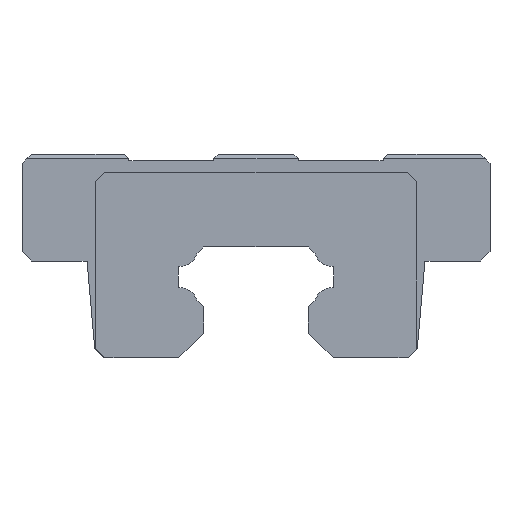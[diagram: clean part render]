
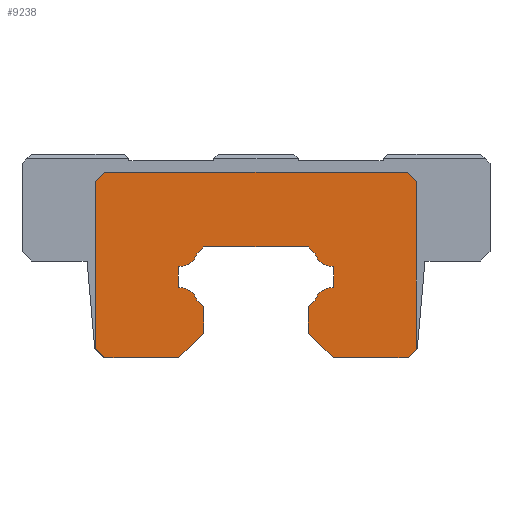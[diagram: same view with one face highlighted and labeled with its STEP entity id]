
A CAD part, front view. The second image highlights one B-rep face of the part: STEP entity #9238.
In plain terms, the highlighted planar face has unit normal (0, -1, 0).
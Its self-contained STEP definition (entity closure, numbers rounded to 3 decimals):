
#35=CIRCLE('',#9554,2.833);
#36=CIRCLE('',#9555,2.833);
#37=CIRCLE('',#9556,2.833);
#38=CIRCLE('',#9557,2.833);
#1115=FACE_OUTER_BOUND('',#1650,.T.);
#1650=EDGE_LOOP('',(#8218,#8219,#8220,#8221,#8222,#8223,#8224,#8225,#8226,
#8227,#8228,#8229,#8230,#8231,#8232,#8233,#8234,#8235,#8236,#8237,#8238,
#8239,#8240,#8241));
#2502=LINE('',#16111,#3435);
#2510=LINE('',#16134,#3443);
#2558=LINE('',#16236,#3491);
#2560=LINE('',#16240,#3493);
#2563=LINE('',#16246,#3496);
#2564=LINE('',#16248,#3497);
#2565=LINE('',#16250,#3498);
#2566=LINE('',#16254,#3499);
#2567=LINE('',#16258,#3500);
#2568=LINE('',#16260,#3501);
#2569=LINE('',#16262,#3502);
#2570=LINE('',#16266,#3503);
#2571=LINE('',#16270,#3504);
#2572=LINE('',#16272,#3505);
#2573=LINE('',#16274,#3506);
#2574=LINE('',#16276,#3507);
#2575=LINE('',#16278,#3508);
#2576=LINE('',#16280,#3509);
#2577=LINE('',#16281,#3510);
#2578=LINE('',#16282,#3511);
#3435=VECTOR('',#10855,10.);
#3443=VECTOR('',#10877,10.);
#3491=VECTOR('',#10943,10.);
#3493=VECTOR('',#10947,10.);
#3496=VECTOR('',#10952,10.);
#3497=VECTOR('',#10953,10.);
#3498=VECTOR('',#10954,10.);
#3499=VECTOR('',#10957,10.);
#3500=VECTOR('',#10960,10.);
#3501=VECTOR('',#10961,10.);
#3502=VECTOR('',#10962,10.);
#3503=VECTOR('',#10965,10.);
#3504=VECTOR('',#10968,10.);
#3505=VECTOR('',#10969,10.);
#3506=VECTOR('',#10970,10.);
#3507=VECTOR('',#10971,10.);
#3508=VECTOR('',#10972,10.);
#3509=VECTOR('',#10973,10.);
#3510=VECTOR('',#10974,10.);
#3511=VECTOR('',#10975,10.);
#4371=VERTEX_POINT('',#16105);
#4373=VERTEX_POINT('',#16109);
#4380=VERTEX_POINT('',#16131);
#4381=VERTEX_POINT('',#16133);
#4426=VERTEX_POINT('',#16235);
#4427=VERTEX_POINT('',#16239);
#4429=VERTEX_POINT('',#16245);
#4430=VERTEX_POINT('',#16247);
#4431=VERTEX_POINT('',#16249);
#4432=VERTEX_POINT('',#16251);
#4433=VERTEX_POINT('',#16253);
#4434=VERTEX_POINT('',#16255);
#4435=VERTEX_POINT('',#16257);
#4436=VERTEX_POINT('',#16259);
#4437=VERTEX_POINT('',#16261);
#4438=VERTEX_POINT('',#16263);
#4439=VERTEX_POINT('',#16265);
#4440=VERTEX_POINT('',#16267);
#4441=VERTEX_POINT('',#16269);
#4442=VERTEX_POINT('',#16271);
#4443=VERTEX_POINT('',#16273);
#4444=VERTEX_POINT('',#16275);
#4445=VERTEX_POINT('',#16277);
#4446=VERTEX_POINT('',#16279);
#5654=EDGE_CURVE('',#4371,#4373,#2502,.T.);
#5662=EDGE_CURVE('',#4381,#4380,#2510,.T.);
#5714=EDGE_CURVE('',#4381,#4426,#2558,.T.);
#5716=EDGE_CURVE('',#4427,#4426,#2560,.T.);
#5719=EDGE_CURVE('',#4380,#4429,#2563,.T.);
#5720=EDGE_CURVE('',#4429,#4430,#2564,.T.);
#5721=EDGE_CURVE('',#4430,#4431,#2565,.T.);
#5722=EDGE_CURVE('',#4431,#4432,#35,.T.);
#5723=EDGE_CURVE('',#4432,#4433,#2566,.T.);
#5724=EDGE_CURVE('',#4433,#4434,#36,.T.);
#5725=EDGE_CURVE('',#4434,#4435,#2567,.T.);
#5726=EDGE_CURVE('',#4435,#4436,#2568,.T.);
#5727=EDGE_CURVE('',#4436,#4437,#2569,.T.);
#5728=EDGE_CURVE('',#4437,#4438,#37,.T.);
#5729=EDGE_CURVE('',#4438,#4439,#2570,.T.);
#5730=EDGE_CURVE('',#4439,#4440,#38,.T.);
#5731=EDGE_CURVE('',#4440,#4441,#2571,.T.);
#5732=EDGE_CURVE('',#4441,#4442,#2572,.T.);
#5733=EDGE_CURVE('',#4442,#4443,#2573,.T.);
#5734=EDGE_CURVE('',#4443,#4444,#2574,.T.);
#5735=EDGE_CURVE('',#4445,#4444,#2575,.T.);
#5736=EDGE_CURVE('',#4445,#4446,#2576,.T.);
#5737=EDGE_CURVE('',#4371,#4446,#2577,.T.);
#5738=EDGE_CURVE('',#4427,#4373,#2578,.T.);
#8218=ORIENTED_EDGE('',*,*,#5714,.F.);
#8219=ORIENTED_EDGE('',*,*,#5662,.T.);
#8220=ORIENTED_EDGE('',*,*,#5719,.T.);
#8221=ORIENTED_EDGE('',*,*,#5720,.T.);
#8222=ORIENTED_EDGE('',*,*,#5721,.T.);
#8223=ORIENTED_EDGE('',*,*,#5722,.T.);
#8224=ORIENTED_EDGE('',*,*,#5723,.T.);
#8225=ORIENTED_EDGE('',*,*,#5724,.T.);
#8226=ORIENTED_EDGE('',*,*,#5725,.T.);
#8227=ORIENTED_EDGE('',*,*,#5726,.T.);
#8228=ORIENTED_EDGE('',*,*,#5727,.T.);
#8229=ORIENTED_EDGE('',*,*,#5728,.T.);
#8230=ORIENTED_EDGE('',*,*,#5729,.T.);
#8231=ORIENTED_EDGE('',*,*,#5730,.T.);
#8232=ORIENTED_EDGE('',*,*,#5731,.T.);
#8233=ORIENTED_EDGE('',*,*,#5732,.T.);
#8234=ORIENTED_EDGE('',*,*,#5733,.T.);
#8235=ORIENTED_EDGE('',*,*,#5734,.T.);
#8236=ORIENTED_EDGE('',*,*,#5735,.F.);
#8237=ORIENTED_EDGE('',*,*,#5736,.T.);
#8238=ORIENTED_EDGE('',*,*,#5737,.F.);
#8239=ORIENTED_EDGE('',*,*,#5654,.T.);
#8240=ORIENTED_EDGE('',*,*,#5738,.F.);
#8241=ORIENTED_EDGE('',*,*,#5716,.T.);
#8756=PLANE('',#9553);
#9238=ADVANCED_FACE('',(#1115),#8756,.T.);
#9553=AXIS2_PLACEMENT_3D('',#16244,#10950,#10951);
#9554=AXIS2_PLACEMENT_3D('',#16252,#10955,#10956);
#9555=AXIS2_PLACEMENT_3D('',#16256,#10958,#10959);
#9556=AXIS2_PLACEMENT_3D('',#16264,#10963,#10964);
#9557=AXIS2_PLACEMENT_3D('',#16268,#10966,#10967);
#10855=DIRECTION('',(-1.,0.,0.));
#10877=DIRECTION('',(1.,0.,0.));
#10943=DIRECTION('',(-0.707,0.,0.707));
#10947=DIRECTION('',(0.,0.,-1.));
#10950=DIRECTION('center_axis',(0.,-1.,0.));
#10951=DIRECTION('ref_axis',(0.,0.,-1.));
#10952=DIRECTION('',(0.707,0.,0.707));
#10953=DIRECTION('',(0.,0.,1.));
#10954=DIRECTION('',(-0.707,0.,0.707));
#10955=DIRECTION('center_axis',(0.,-1.,0.));
#10956=DIRECTION('ref_axis',(0.943,0.,0.334));
#10957=DIRECTION('',(0.,0.,1.));
#10958=DIRECTION('center_axis',(0.,-1.,0.));
#10959=DIRECTION('ref_axis',(-0.035,0.,-0.999));
#10960=DIRECTION('',(0.707,0.,0.707));
#10961=DIRECTION('',(1.,0.,0.));
#10962=DIRECTION('',(0.707,0.,-0.707));
#10963=DIRECTION('center_axis',(0.,-1.,0.));
#10964=DIRECTION('ref_axis',(-0.943,0.,-0.334));
#10965=DIRECTION('',(0.,0.,-1.));
#10966=DIRECTION('center_axis',(0.,-1.,0.));
#10967=DIRECTION('ref_axis',(0.035,0.,0.999));
#10968=DIRECTION('',(-0.707,0.,-0.707));
#10969=DIRECTION('',(0.,0.,-1.));
#10970=DIRECTION('',(0.707,0.,-0.707));
#10971=DIRECTION('',(1.,0.,0.));
#10972=DIRECTION('',(-0.737,0.,-0.676));
#10973=DIRECTION('',(0.,0.,1.));
#10974=DIRECTION('',(0.707,0.,-0.707));
#10975=DIRECTION('',(0.707,0.,0.707));
#16105=CARTESIAN_POINT('',(22.6,-41.75,33.3));
#16109=CARTESIAN_POINT('',(-22.6,-41.75,33.3));
#16111=CARTESIAN_POINT('',(24.,-41.75,33.3));
#16131=CARTESIAN_POINT('',(-11.55,-41.75,5.5));
#16133=CARTESIAN_POINT('',(-22.6,-41.75,5.5));
#16134=CARTESIAN_POINT('',(-24.,-41.75,5.5));
#16235=CARTESIAN_POINT('',(-24.,-41.75,6.9));
#16236=CARTESIAN_POINT('',(-20.953,-41.75,3.853));
#16239=CARTESIAN_POINT('',(-24.,-41.75,31.9));
#16240=CARTESIAN_POINT('',(-24.,-41.75,36.));
#16244=CARTESIAN_POINT('Origin',(0.,-41.75,20.111));
#16245=CARTESIAN_POINT('',(-7.842,-41.75,9.208));
#16246=CARTESIAN_POINT('',(-11.55,-41.75,5.5));
#16247=CARTESIAN_POINT('',(-7.842,-41.75,13.159));
#16248=CARTESIAN_POINT('',(-7.842,-41.75,9.208));
#16249=CARTESIAN_POINT('',(-8.829,-41.75,14.145));
#16250=CARTESIAN_POINT('',(-7.842,-41.75,13.159));
#16251=CARTESIAN_POINT('',(-11.6,-41.75,16.032));
#16252=CARTESIAN_POINT('Origin',(-11.5,-41.75,13.2));
#16253=CARTESIAN_POINT('',(-11.6,-41.75,19.168));
#16254=CARTESIAN_POINT('',(-11.6,-41.75,16.032));
#16255=CARTESIAN_POINT('',(-8.829,-41.75,21.055));
#16256=CARTESIAN_POINT('Origin',(-11.5,-41.75,22.));
#16257=CARTESIAN_POINT('',(-7.784,-41.75,22.1));
#16258=CARTESIAN_POINT('',(-8.829,-41.75,21.055));
#16259=CARTESIAN_POINT('',(7.784,-41.75,22.1));
#16260=CARTESIAN_POINT('',(-7.784,-41.75,22.1));
#16261=CARTESIAN_POINT('',(8.829,-41.75,21.055));
#16262=CARTESIAN_POINT('',(7.784,-41.75,22.1));
#16263=CARTESIAN_POINT('',(11.6,-41.75,19.168));
#16264=CARTESIAN_POINT('Origin',(11.5,-41.75,22.));
#16265=CARTESIAN_POINT('',(11.6,-41.75,16.032));
#16266=CARTESIAN_POINT('',(11.6,-41.75,19.168));
#16267=CARTESIAN_POINT('',(8.829,-41.75,14.145));
#16268=CARTESIAN_POINT('Origin',(11.5,-41.75,13.2));
#16269=CARTESIAN_POINT('',(7.842,-41.75,13.159));
#16270=CARTESIAN_POINT('',(8.829,-41.75,14.145));
#16271=CARTESIAN_POINT('',(7.842,-41.75,9.208));
#16272=CARTESIAN_POINT('',(7.842,-41.75,13.159));
#16273=CARTESIAN_POINT('',(11.55,-41.75,5.5));
#16274=CARTESIAN_POINT('',(7.842,-41.75,9.208));
#16275=CARTESIAN_POINT('',(22.6,-41.75,5.5));
#16276=CARTESIAN_POINT('',(11.55,-41.75,5.5));
#16277=CARTESIAN_POINT('',(24.,-41.75,6.783));
#16278=CARTESIAN_POINT('',(20.477,-41.75,3.554));
#16279=CARTESIAN_POINT('',(24.,-41.75,31.9));
#16280=CARTESIAN_POINT('',(24.,-41.75,5.5));
#16281=CARTESIAN_POINT('',(20.597,-41.75,35.303));
#16282=CARTESIAN_POINT('',(-20.597,-41.75,35.303));
